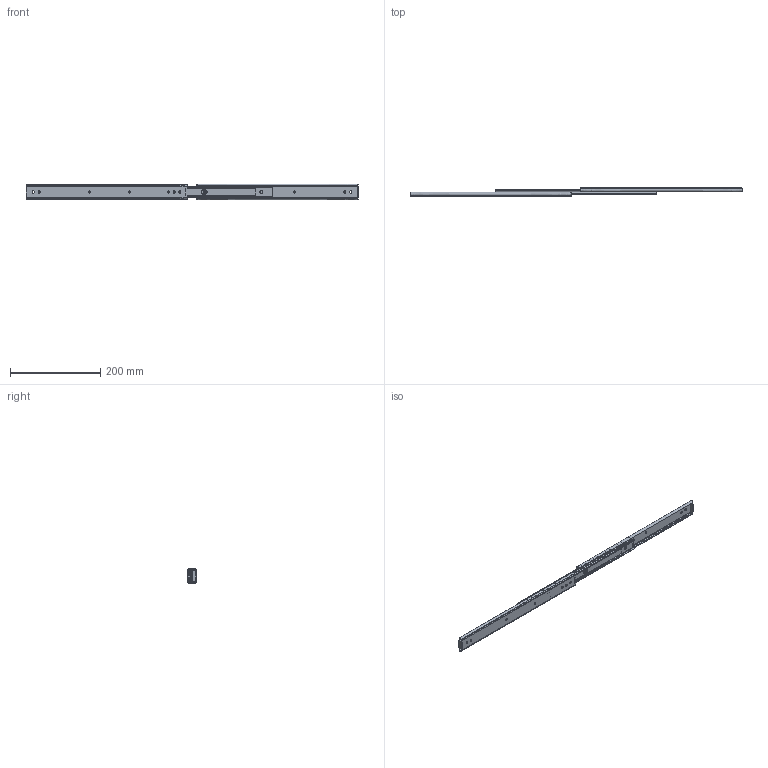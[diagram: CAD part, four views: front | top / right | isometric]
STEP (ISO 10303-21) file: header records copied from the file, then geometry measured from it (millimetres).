
FILE_DESCRIPTION((''),'2;1');
FILE_NAME('','2005-12-14T15:46:13',(''),(''),'','CADfix','');
FILE_SCHEMA(('AUTOMOTIVE_DESIGN'));
Length unit declared in the file: millimetre
Products named in the file (8): member_A_mr-1; member_B_mr-1; ball; retainer_mr-1; retainer; member_B; member_A; TM_167_14_25295_36
Assembly tree (58 placements, depth 2):
  TM_167_14_25295_36
    member_A_mr-1
    member_B_mr-1
    ball  x52
    retainer_mr-1
    retainer
    member_B
    member_A
Bounding box: 734 x 19.1 x 35.3 mm (x, y, z)
Volume: 106796.9 mm3; surface area: 155357 mm2
Topology: 58 solids, 58 shells, 820 faces, 2276 edges, 1620 vertices
Faces by surface type: bspline 820
Entity records: 26321 total; most frequent: CARTESIAN_POINT 12934, ORIENTED_EDGE 4348, EDGE_CURVE 2174, QUASI_UNIFORM_CURVE 1534, VERTEX_POINT 1518, EDGE_LOOP 918, FACE_OUTER_BOUND 718, ADVANCED_FACE 718
